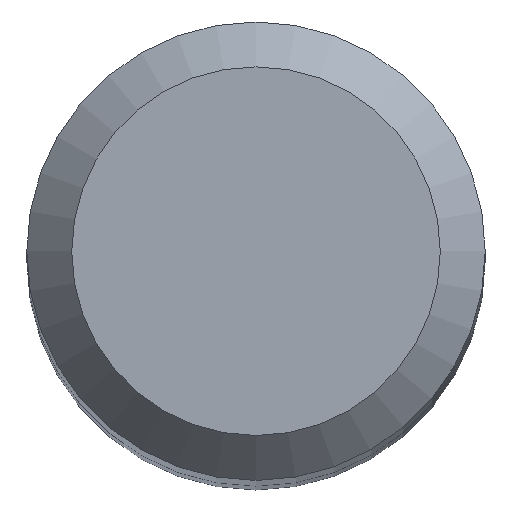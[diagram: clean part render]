
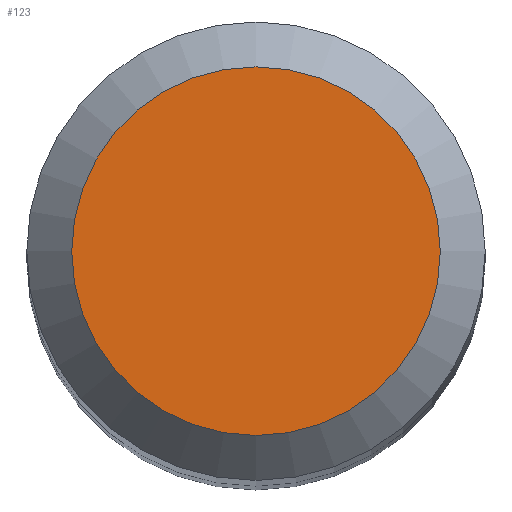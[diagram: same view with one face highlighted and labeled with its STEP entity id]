
A CAD part, top view. The second image highlights one B-rep face of the part: STEP entity #123.
In plain terms, the highlighted planar face has unit normal (0, 0, 1).
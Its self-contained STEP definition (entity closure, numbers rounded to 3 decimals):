
#8 = AXIS2_PLACEMENT_3D ( 'NONE', #91, #176, #163 ) ;
#37 = AXIS2_PLACEMENT_3D ( 'NONE', #165, #178, #53 ) ;
#49 = EDGE_LOOP ( 'NONE', ( #156 ) ) ;
#53 = DIRECTION ( 'NONE',  ( 0., 1., 0. ) ) ;
#91 = CARTESIAN_POINT ( 'NONE',  ( 0., 0., 62. ) ) ;
#93 = FACE_OUTER_BOUND ( 'NONE', #49, .T. ) ;
#121 = PLANE ( 'NONE',  #37 ) ;
#123 = ADVANCED_FACE ( 'NONE', ( #93 ), #121, .F. ) ;
#156 = ORIENTED_EDGE ( 'NONE', *, *, #191, .F. ) ;
#163 = DIRECTION ( 'NONE',  ( 0., 1., 0. ) ) ;
#165 = CARTESIAN_POINT ( 'NONE',  ( 0., 0., 62. ) ) ;
#166 = CIRCLE ( 'NONE', #8, 2.05 ) ;
#176 = DIRECTION ( 'NONE',  ( 0., 0., -1. ) ) ;
#178 = DIRECTION ( 'NONE',  ( 0., 0., -1. ) ) ;
#191 = EDGE_CURVE ( 'NONE', #196, #196, #166, .T. ) ;
#194 = CARTESIAN_POINT ( 'NONE',  ( 0., 2.05, 62. ) ) ;
#196 = VERTEX_POINT ( 'NONE', #194 ) ;
